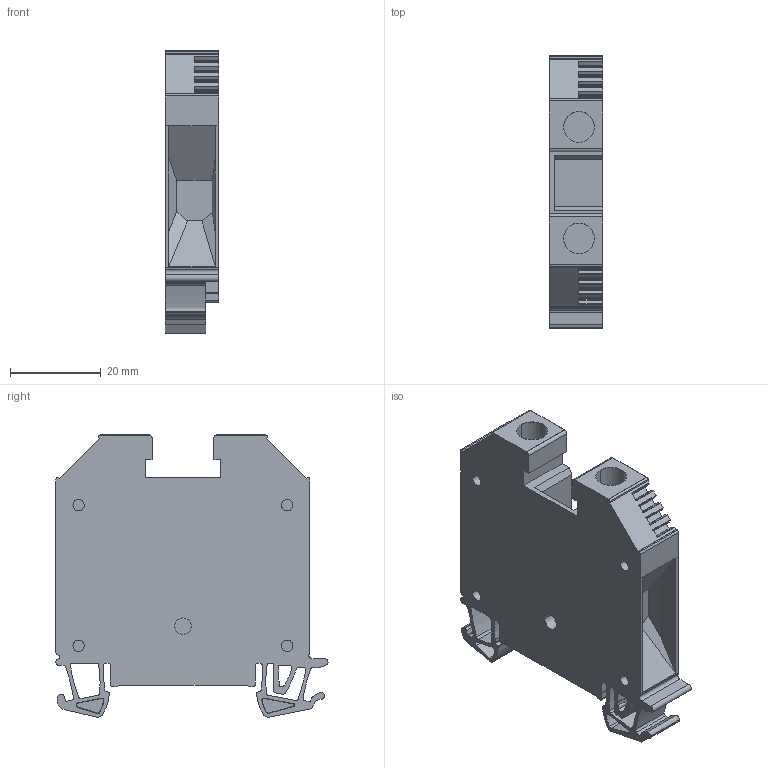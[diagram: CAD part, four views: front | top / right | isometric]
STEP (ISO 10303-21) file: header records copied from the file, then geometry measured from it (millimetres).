
FILE_DESCRIPTION(('CATIA V5 STEP Exchange','CAx-IF Rec.Pracs.--- Model Styling and Organization---1.4--- 2014-01-23'),'2;1');
FILE_NAME ('D1461269_0', '2020-01-06T10:18:57+00:00', ('none'), ('Weidmueller'), 'CATIA Version 5-6 Release 2016 SP3 HF44', 'CATIA V5 STEP AP214', 'none');
FILE_SCHEMA(('AUTOMOTIVE_DESIGN { 1 0 10303 214 1 1 1 1 }'));
Length unit declared in the file: millimetre
Products named in the file (1): 2000040000_WDU_16_GE-SW
Bounding box: 11.9 x 60 x 62.25 mm (x, y, z)
Volume: 27213.9 mm3; surface area: 12575.8 mm2
Topology: 3 solids, 3 shells, 381 faces, 1145 edges, 783 vertices
Faces by surface type: plane 239, cylinder 102, cone 20, extrusion 12, bspline 8
Entity records: 13005 total; most frequent: CARTESIAN_POINT 3073, ORIENTED_EDGE 2290, DIRECTION 1653, EDGE_CURVE 1145, VECTOR 846, LINE 834, VERTEX_POINT 783, AXIS2_PLACEMENT_3D 511
